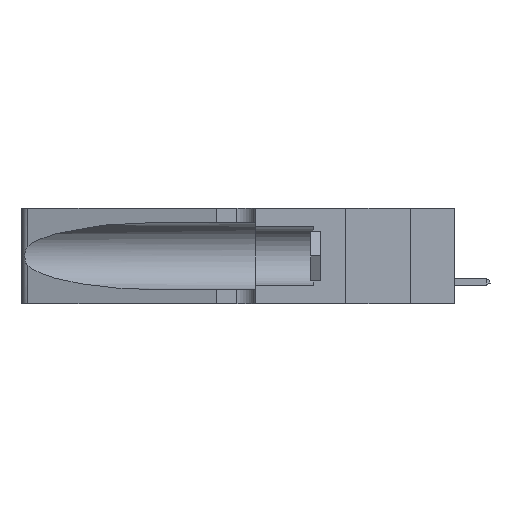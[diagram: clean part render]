
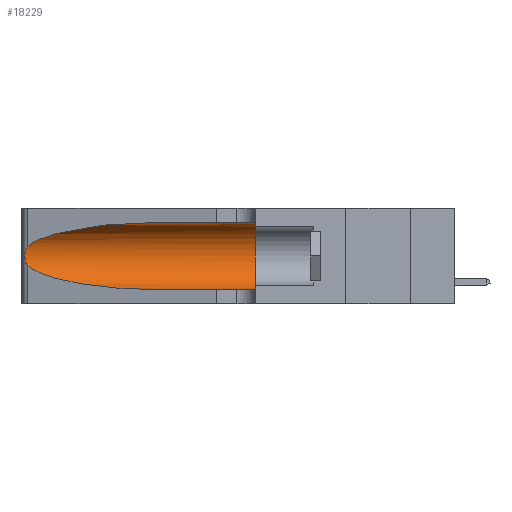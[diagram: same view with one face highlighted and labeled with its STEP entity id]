
A CAD part, left-side view. The second image highlights one B-rep face of the part: STEP entity #18229.
In plain terms, the highlighted cylindrical face has radius 3.308 mm (diameter 6.617 mm), a partial arc.
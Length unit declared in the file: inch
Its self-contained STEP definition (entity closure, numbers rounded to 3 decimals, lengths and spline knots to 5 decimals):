
#217 = EDGE_CURVE ( 'NONE', #15283, #29963, #44762, .T. ) ;
#4730 = DIRECTION ( 'NONE',  ( 0., -1., 0. ) ) ;
#5145 = LINE ( 'NONE', #49355, #36803 ) ;
#5267 = CARTESIAN_POINT ( 'NONE',  ( 0.25487, 1.22718, 0.22369 ) ) ;
#6344 = EDGE_CURVE ( 'NONE', #15283, #46043, #13102, .T. ) ;
#7910 = CARTESIAN_POINT ( 'NONE',  ( 0.25856, 1.23593, 0.16098 ) ) ;
#11475 = CARTESIAN_POINT ( 'NONE',  ( 0.26017, 1.23833, 0.17102 ) ) ;
#11990 = FACE_OUTER_BOUND ( 'NONE', #26472, .T. ) ;
#12146 = EDGE_CURVE ( 'NONE', #46043, #13876, #52385, .T. ) ;
#12165 = CARTESIAN_POINT ( 'NONE',  ( 0.18966, 0.96281, 0.05475 ) ) ;
#13024 = DIRECTION ( 'NONE',  ( 0., -1., 0. ) ) ;
#13102 =( BOUNDED_CURVE ( )  B_SPLINE_CURVE ( 3, ( #33595, #17128, #38172, #5267 ),
 .UNSPECIFIED., .F., .F. ) 
 B_SPLINE_CURVE_WITH_KNOTS ( ( 4, 4 ),
 ( 1.5708, 2.84003 ),
 .UNSPECIFIED. ) 
 CURVE ( )  GEOMETRIC_REPRESENTATION_ITEM ( )  RATIONAL_B_SPLINE_CURVE ( ( 1., 0.87, 0.87, 1. ) ) 
 REPRESENTATION_ITEM ( '' )  );
#13551 = ORIENTED_EDGE ( 'NONE', *, *, #12146, .T. ) ;
#13876 = VERTEX_POINT ( 'NONE', #28731 ) ;
#14401 = AXIS2_PLACEMENT_3D ( 'NONE', #21858, #29854, #25946 ) ;
#15283 = VERTEX_POINT ( 'NONE', #29690 ) ;
#15711 = CARTESIAN_POINT ( 'NONE',  ( 0.26075, 1.23896, 0.178 ) ) ;
#16932 = DIRECTION ( 'NONE',  ( 0., 0., -1. ) ) ;
#17128 = CARTESIAN_POINT ( 'NONE',  ( 0.18966, 0.96281, 0.31525 ) ) ;
#18229 = ADVANCED_FACE ( 'NONE', ( #11990 ), #46164, .F. ) ;
#18697 = ORIENTED_EDGE ( 'NONE', *, *, #35769, .T. ) ;
#19470 = ORIENTED_EDGE ( 'NONE', *, *, #217, .F. ) ;
#20477 = CARTESIAN_POINT ( 'NONE',  ( 0.1305, 1.61858, 0.185 ) ) ;
#21858 = CARTESIAN_POINT ( 'NONE',  ( 0.1305, 0.35, 0.185 ) ) ;
#23023 = ORIENTED_EDGE ( 'NONE', *, *, #6344, .T. ) ;
#23486 = CARTESIAN_POINT ( 'NONE',  ( 0.1305, 0.35, 0.05475 ) ) ;
#23744 = VERTEX_POINT ( 'NONE', #29301 ) ;
#24214 = CARTESIAN_POINT ( 'NONE',  ( 0.2373, 1.15595, 0.08982 ) ) ;
#25946 = DIRECTION ( 'NONE',  ( 0., 0., 1. ) ) ;
#26472 = EDGE_LOOP ( 'NONE', ( #23023, #13551, #42206, #18697, #39624, #19470 ) ) ;
#27609 = CARTESIAN_POINT ( 'NONE',  ( 0.25639, 1.23186, 0.15144 ) ) ;
#28731 = CARTESIAN_POINT ( 'NONE',  ( 0.25487, 1.22718, 0.14631 ) ) ;
#29301 = CARTESIAN_POINT ( 'NONE',  ( 0.1305, 0.72297, 0.05475 ) ) ;
#29690 = CARTESIAN_POINT ( 'NONE',  ( 0.1305, 0.72297, 0.31525 ) ) ;
#29854 = DIRECTION ( 'NONE',  ( 0., 1., 0. ) ) ;
#29963 = VERTEX_POINT ( 'NONE', #35688 ) ;
#31668 = CARTESIAN_POINT ( 'NONE',  ( 0.25854, 1.2359, 0.20912 ) ) ;
#32010 = CARTESIAN_POINT ( 'NONE',  ( 0.25789, 1.23486, 0.15765 ) ) ;
#33381 = EDGE_CURVE ( 'NONE', #29963, #40694, #44720, .T. ) ;
#33595 = CARTESIAN_POINT ( 'NONE',  ( 0.1305, 0.72297, 0.31525 ) ) ;
#34000 = VECTOR ( 'NONE', #13024, 39.37008 ) ;
#35688 = CARTESIAN_POINT ( 'NONE',  ( 0.1305, 0.35, 0.31525 ) ) ;
#35741 = CARTESIAN_POINT ( 'NONE',  ( 0.26018, 1.23835, 0.19895 ) ) ;
#35769 = EDGE_CURVE ( 'NONE', #23744, #40694, #5145, .T. ) ;
#36267 = CARTESIAN_POINT ( 'NONE',  ( 0.25487, 1.22718, 0.14631 ) ) ;
#36803 = VECTOR ( 'NONE', #41353, 39.37008 ) ;
#37308 = CARTESIAN_POINT ( 'NONE',  ( 0.1305, 1.61858, 0.31525 ) ) ;
#38172 = CARTESIAN_POINT ( 'NONE',  ( 0.2373, 1.15595, 0.28018 ) ) ;
#39624 = ORIENTED_EDGE ( 'NONE', *, *, #33381, .F. ) ;
#39964 = CARTESIAN_POINT ( 'NONE',  ( 0.25555, 1.22994, 0.2215 ) ) ;
#40036 =( BOUNDED_CURVE ( )  B_SPLINE_CURVE ( 3, ( #48473, #24214, #12165, #52354 ),
 .UNSPECIFIED., .F., .F. ) 
 B_SPLINE_CURVE_WITH_KNOTS ( ( 4, 4 ),
 ( 3.44316, 4.71239 ),
 .UNSPECIFIED. ) 
 CURVE ( )  GEOMETRIC_REPRESENTATION_ITEM ( )  RATIONAL_B_SPLINE_CURVE ( ( 1., 0.87, 0.87, 1. ) ) 
 REPRESENTATION_ITEM ( '' )  );
#40083 = AXIS2_PLACEMENT_3D ( 'NONE', #20477, #4730, #16932 ) ;
#40131 = CARTESIAN_POINT ( 'NONE',  ( 0.26075, 1.23896, 0.19203 ) ) ;
#40694 = VERTEX_POINT ( 'NONE', #23486 ) ;
#41353 = DIRECTION ( 'NONE',  ( 0., -1., 0. ) ) ;
#42206 = ORIENTED_EDGE ( 'NONE', *, *, #44804, .T. ) ;
#44405 = CARTESIAN_POINT ( 'NONE',  ( 0.25787, 1.23484, 0.2124 ) ) ;
#44720 = CIRCLE ( 'NONE', #14401, 0.13025 ) ;
#44762 = LINE ( 'NONE', #37308, #34000 ) ;
#44804 = EDGE_CURVE ( 'NONE', #13876, #23744, #40036, .T. ) ;
#44989 = CARTESIAN_POINT ( 'NONE',  ( 0.25487, 1.22718, 0.22369 ) ) ;
#46043 = VERTEX_POINT ( 'NONE', #44989 ) ;
#46164 = CYLINDRICAL_SURFACE ( 'NONE', #40083, 0.13025 ) ;
#48473 = CARTESIAN_POINT ( 'NONE',  ( 0.25487, 1.22718, 0.14631 ) ) ;
#49355 = CARTESIAN_POINT ( 'NONE',  ( 0.1305, 1.61858, 0.05475 ) ) ;
#51659 = CARTESIAN_POINT ( 'NONE',  ( 0.25639, 1.23184, 0.21858 ) ) ;
#51844 = CARTESIAN_POINT ( 'NONE',  ( 0.25487, 1.22718, 0.22369 ) ) ;
#52183 = CARTESIAN_POINT ( 'NONE',  ( 0.25555, 1.22993, 0.14849 ) ) ;
#52354 = CARTESIAN_POINT ( 'NONE',  ( 0.1305, 0.72297, 0.05475 ) ) ;
#52385 = B_SPLINE_CURVE_WITH_KNOTS ( 'NONE', 3,
 ( #51844, #39964, #51659, #44405, #31668, #35741, #40131, #15711, #11475, #7910, #32010, #27609, #52183, #36267 ),
 .UNSPECIFIED., .F., .F.,
 ( 4, 2, 2, 2, 2, 2, 4 ),
 ( 0., 0.00027, 0.00053, 0.00107, 0.0016, 0.00187, 0.00214 ),
 .UNSPECIFIED. ) ;
